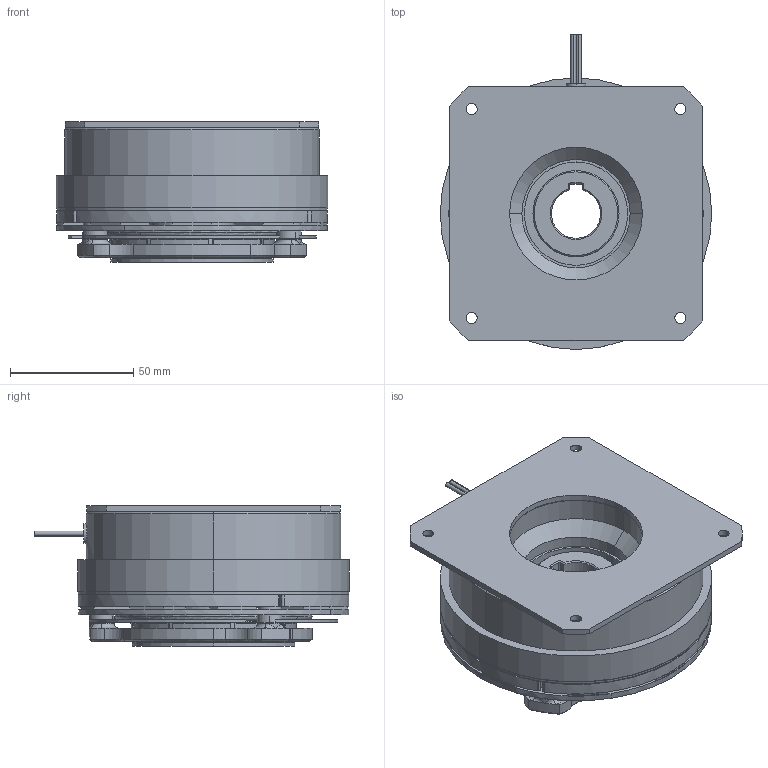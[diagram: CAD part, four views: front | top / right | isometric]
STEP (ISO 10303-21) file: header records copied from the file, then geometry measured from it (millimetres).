
FILE_DESCRIPTION (( 'STEP AP203' ), '1' );
FILE_NAME ('MSB2.5.STEP', '2017-06-16T02:19:21', ( '新井重治' ), ( '小倉クラッチ' ), 'SwSTEP 2.0', 'SolidWorks 2009', '' );
FILE_SCHEMA (( 'CONFIG_CONTROL_DESIGN' ));
Length unit declared in the file: millimetre
Products named in the file (1): MSB2.5
Bounding box: 110.4 x 128 x 57.3 mm (x, y, z)
Volume: 366381.5 mm3; surface area: 91241.4 mm2
Topology: 2 solids, 5 shells, 870 faces, 2230 edges, 1351 vertices
Faces by surface type: plane 338, cylinder 296, cone 202, torus 22, sphere 6, bspline 6
Entity records: 28692 total; most frequent: CARTESIAN_POINT 6852, DIRECTION 4947, ORIENTED_EDGE 4424, EDGE_CURVE 2212, AXIS2_PLACEMENT_3D 2008, VERTEX_POINT 1351, CIRCLE 1143, EDGE_LOOP 963
